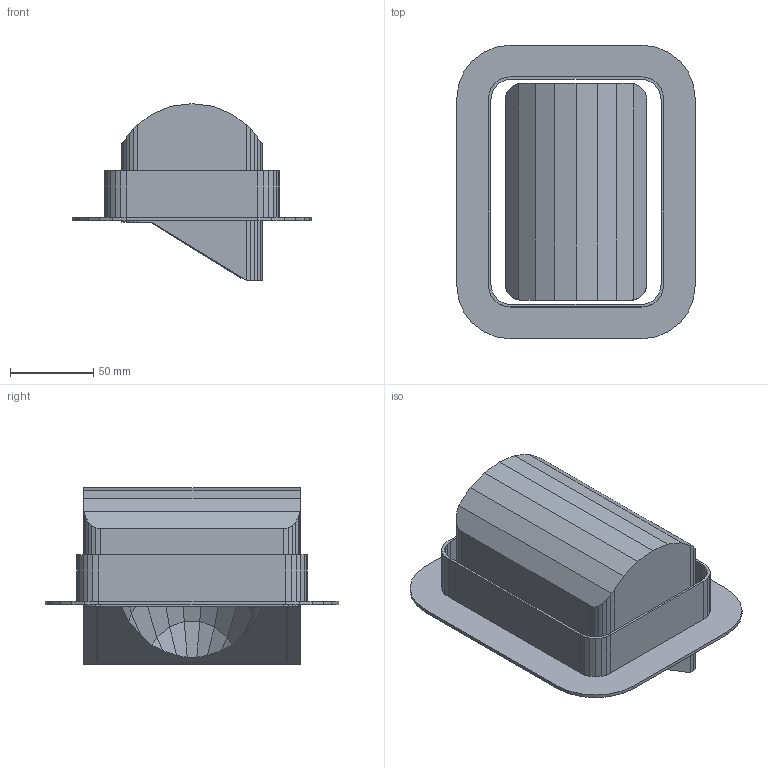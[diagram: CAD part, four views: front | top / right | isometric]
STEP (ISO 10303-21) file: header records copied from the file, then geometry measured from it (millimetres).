
FILE_DESCRIPTION(/* description */ ('This is a sample STEP configuration'),/* implementation_level */ '2;1');
FILE_NAME(/* name */ '704-21101xxxxxxxx SIMPLE.ipt_Rev_01.stp',/* time_stamp */ '2023-08-10T06:43:04+02:00',/* author */ ('powerJobs'),/* organization */ ('coolOrange'),/* preprocessor_version */ 'ST-DEVELOPER v19.2',/* originating_system */ 'Autodesk Inventor 2023',/* authorisation */ '');
FILE_SCHEMA (('AUTOMOTIVE_DESIGN { 1 0 10303 214 3 1 1 }'));
Length unit declared in the file: millimetre
Products named in the file (1): ENG000020909
Bounding box: 143 x 176 x 106 mm (x, y, z)
Volume: 754830.7 mm3; surface area: 147831.9 mm2
Topology: 2 solids, 2 shells, 176 faces, 490 edges, 320 vertices
Faces by surface type: plane 176
Entity records: 5540 total; most frequent: CARTESIAN_POINT 987, ORIENTED_EDGE 980, DIRECTION 844, LINE 490, VECTOR 490, EDGE_CURVE 490, VERTEX_POINT 320, EDGE_LOOP 180
